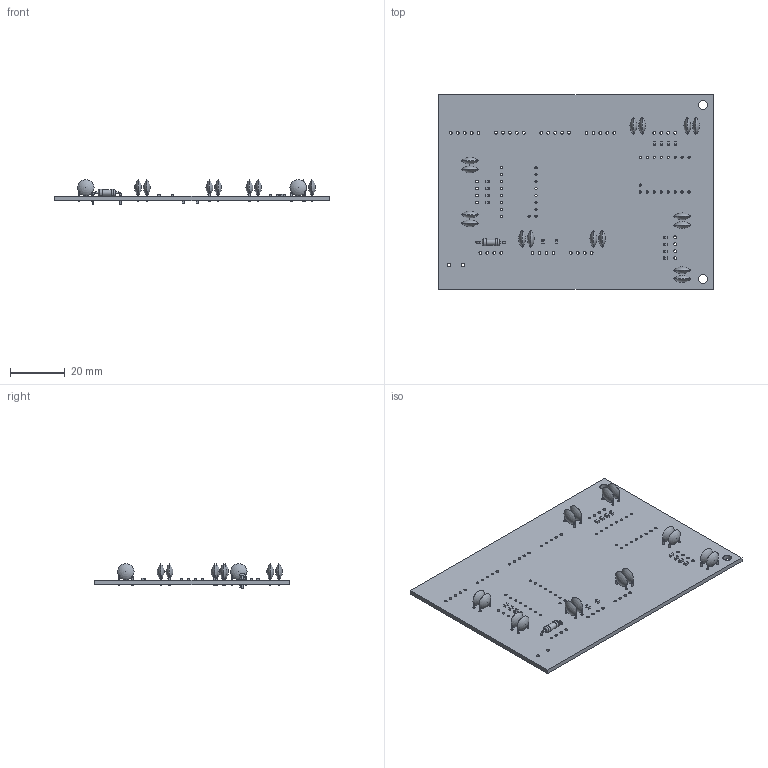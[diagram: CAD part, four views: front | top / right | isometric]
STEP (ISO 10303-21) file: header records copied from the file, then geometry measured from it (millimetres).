
FILE_DESCRIPTION(('KiCad electronic assembly'),'2;1');
FILE_NAME('GhettoTMC.step','2020-04-21T12:10:25',('An Author'),( 'A Company'),'Open CASCADE STEP processor 6.9', 'KiCad to STEP converter','Unknown');
FILE_SCHEMA(('AUTOMOTIVE_DESIGN { 1 0 10303 214 1 1 1 1 }'));
Length unit declared in the file: millimetre
Products named in the file (8): Open CASCADE STEP translator 6.9 1; R_Axial_DIN0207_L6.3mm_D2.5mm_P10.16mm_Horizontal; SOLID; L_0603_1608Metric; C_Disc_D6.0mm_W2.5mm_P5.00mm; COMPOUND
Assembly tree (37 placements, depth 3):
  Open CASCADE STEP translator 6.9 1
    R_Axial_DIN0207_L6.3mm_D2.5mm_P10.16mm_Horizontal
      SOLID
    L_0603_1608Metric  x16
      SOLID
    C_Disc_D6.0mm_W2.5mm_P5.00mm  x16
      SOLID
    COMPOUND
Bounding box: 100.33 x 71.12 x 9.1 mm (x, y, z)
Volume: 11942.5 mm3; surface area: 16596.8 mm2
Topology: 34 solids, 34 shells, 779 faces, 2035 edges, 1328 vertices
Faces by surface type: cylinder 411, plane 300, revolution 32, sphere 32, torus 4
Full cylindrical faces by diameter (mm): 0.5 x32, 0.6 x4, 0.8 x68, 1 x44, 1.2 x2, 2.25 x1, 2.5 x2, 3.2 x2
Entity records: 16584 total; most frequent: CARTESIAN_POINT 5992, DIRECTION 1903, ORIENTED_EDGE 976, PCURVE 976, DEFINITIONAL_REPRESENTATION 976, LINE 871, VECTOR 871, AXIS2_PLACEMENT_3D 508
